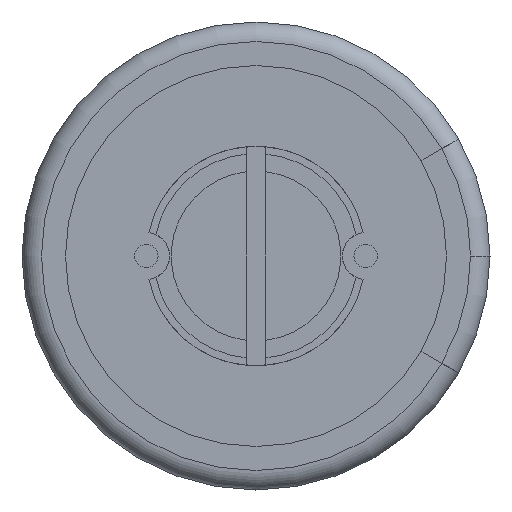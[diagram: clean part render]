
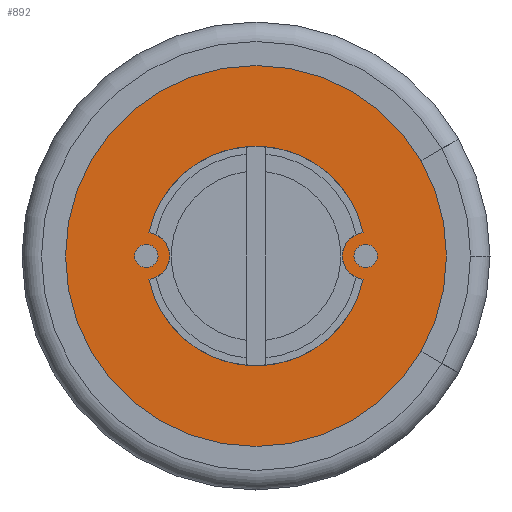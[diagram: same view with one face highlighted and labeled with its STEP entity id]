
A CAD part, front view. The second image highlights one B-rep face of the part: STEP entity #892.
In plain terms, the highlighted planar face has unit normal (0, -1, 0).
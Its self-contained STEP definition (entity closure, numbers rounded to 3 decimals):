
#16 = ORIENTED_EDGE ( 'NONE', *, *, #1911, .T. ) ;
#22 = EDGE_LOOP ( 'NONE', ( #1850, #2802, #16 ) ) ;
#129 = EDGE_CURVE ( 'NONE', #2480, #912, #705, .T. ) ;
#143 = PLANE ( 'NONE',  #2847 ) ;
#171 = CARTESIAN_POINT ( 'NONE',  ( 5.639, 0.95, 3.256 ) ) ;
#172 = AXIS2_PLACEMENT_3D ( 'NONE', #2129, #2150, #2162 ) ;
#192 = DIRECTION ( 'NONE',  ( 0., -1., 0. ) ) ;
#201 = EDGE_CURVE ( 'NONE', #912, #1112, #2057, .T. ) ;
#241 = FACE_OUTER_BOUND ( 'NONE', #22, .T. ) ;
#321 = AXIS2_PLACEMENT_3D ( 'NONE', #2523, #2268, #1168 ) ;
#355 = CARTESIAN_POINT ( 'NONE',  ( 0., 0.95, 0. ) ) ;
#359 = VERTEX_POINT ( 'NONE', #2830 ) ;
#424 = CARTESIAN_POINT ( 'NONE',  ( 0., 0.95, 0. ) ) ;
#443 = CARTESIAN_POINT ( 'NONE',  ( -3.665, 0.95, -0.795 ) ) ;
#481 = DIRECTION ( 'NONE',  ( -1., 0., 0. ) ) ;
#505 = CARTESIAN_POINT ( 'NONE',  ( 6.512, 0.95, 0. ) ) ;
#521 = AXIS2_PLACEMENT_3D ( 'NONE', #2104, #2535, #523 ) ;
#523 = DIRECTION ( 'NONE',  ( 1., 0., 0. ) ) ;
#594 = AXIS2_PLACEMENT_3D ( 'NONE', #1329, #192, #2865 ) ;
#656 = CIRCLE ( 'NONE', #1470, 0.8 ) ;
#676 = ORIENTED_EDGE ( 'NONE', *, *, #1435, .F. ) ;
#678 = ORIENTED_EDGE ( 'NONE', *, *, #903, .T. ) ;
#705 = CIRCLE ( 'NONE', #321, 6.512 ) ;
#781 = CIRCLE ( 'NONE', #2218, 6.512 ) ;
#849 = EDGE_LOOP ( 'NONE', ( #2564, #2631, #2664, #678, #676 ) ) ;
#850 = DIRECTION ( 'NONE',  ( 0., 1., 0. ) ) ;
#855 = DIRECTION ( 'NONE',  ( -1., 0., 0. ) ) ;
#880 = CARTESIAN_POINT ( 'NONE',  ( 5.639, 0.95, -3.256 ) ) ;
#886 = AXIS2_PLACEMENT_3D ( 'NONE', #424, #2030, #1553 ) ;
#892 = ADVANCED_FACE ( 'NONE', ( #2452, #241 ), #143, .F. ) ;
#903 = EDGE_CURVE ( 'NONE', #2475, #2493, #1699, .T. ) ;
#912 = VERTEX_POINT ( 'NONE', #880 ) ;
#1112 = VERTEX_POINT ( 'NONE', #505 ) ;
#1138 = CIRCLE ( 'NONE', #172, 3.75 ) ;
#1168 = DIRECTION ( 'NONE',  ( 1., 0., 0. ) ) ;
#1188 = EDGE_CURVE ( 'NONE', #2475, #359, #1138, .T. ) ;
#1300 = CARTESIAN_POINT ( 'NONE',  ( 3.665, 0.95, -0.795 ) ) ;
#1329 = CARTESIAN_POINT ( 'NONE',  ( 3.75, 0.95, 0. ) ) ;
#1407 = CIRCLE ( 'NONE', #1692, 3.75 ) ;
#1435 = EDGE_CURVE ( 'NONE', #2693, #2493, #1407, .T. ) ;
#1470 = AXIS2_PLACEMENT_3D ( 'NONE', #2825, #2854, #2866 ) ;
#1540 = CARTESIAN_POINT ( 'NONE',  ( 3.665, 0.95, 0.795 ) ) ;
#1553 = DIRECTION ( 'NONE',  ( -1., 0., 0. ) ) ;
#1606 = CARTESIAN_POINT ( 'NONE',  ( 0., 0.95, 0. ) ) ;
#1692 = AXIS2_PLACEMENT_3D ( 'NONE', #1606, #1833, #481 ) ;
#1695 = CARTESIAN_POINT ( 'NONE',  ( -3.665, 0.95, 0.795 ) ) ;
#1699 = CIRCLE ( 'NONE', #594, 0.8 ) ;
#1719 = DIRECTION ( 'NONE',  ( 0., -1., 0. ) ) ;
#1833 = DIRECTION ( 'NONE',  ( 0., -1., 0. ) ) ;
#1850 = ORIENTED_EDGE ( 'NONE', *, *, #129, .T. ) ;
#1905 = VERTEX_POINT ( 'NONE', #1695 ) ;
#1911 = EDGE_CURVE ( 'NONE', #1112, #2480, #781, .T. ) ;
#2030 = DIRECTION ( 'NONE',  ( 0., -1., 0. ) ) ;
#2057 = CIRCLE ( 'NONE', #521, 6.512 ) ;
#2094 = EDGE_CURVE ( 'NONE', #359, #1905, #2259, .T. ) ;
#2104 = CARTESIAN_POINT ( 'NONE',  ( 0., 0.95, 0. ) ) ;
#2129 = CARTESIAN_POINT ( 'NONE',  ( 0., 0.95, 0. ) ) ;
#2148 = DIRECTION ( 'NONE',  ( 1., 0., 0. ) ) ;
#2150 = DIRECTION ( 'NONE',  ( 0., -1., 0. ) ) ;
#2162 = DIRECTION ( 'NONE',  ( -1., 0., 0. ) ) ;
#2185 = CARTESIAN_POINT ( 'NONE',  ( 0., 0.95, 0. ) ) ;
#2218 = AXIS2_PLACEMENT_3D ( 'NONE', #355, #1719, #2148 ) ;
#2259 = CIRCLE ( 'NONE', #886, 3.75 ) ;
#2268 = DIRECTION ( 'NONE',  ( 0., -1., 0. ) ) ;
#2452 = FACE_BOUND ( 'NONE', #849, .T. ) ;
#2465 = EDGE_CURVE ( 'NONE', #1905, #2693, #656, .T. ) ;
#2475 = VERTEX_POINT ( 'NONE', #1540 ) ;
#2480 = VERTEX_POINT ( 'NONE', #171 ) ;
#2493 = VERTEX_POINT ( 'NONE', #1300 ) ;
#2523 = CARTESIAN_POINT ( 'NONE',  ( 0., 0.95, 0. ) ) ;
#2535 = DIRECTION ( 'NONE',  ( 0., -1., 0. ) ) ;
#2564 = ORIENTED_EDGE ( 'NONE', *, *, #2465, .F. ) ;
#2631 = ORIENTED_EDGE ( 'NONE', *, *, #2094, .F. ) ;
#2664 = ORIENTED_EDGE ( 'NONE', *, *, #1188, .F. ) ;
#2693 = VERTEX_POINT ( 'NONE', #443 ) ;
#2802 = ORIENTED_EDGE ( 'NONE', *, *, #201, .T. ) ;
#2825 = CARTESIAN_POINT ( 'NONE',  ( -3.75, 0.95, 0. ) ) ;
#2830 = CARTESIAN_POINT ( 'NONE',  ( 0., 0.95, 3.75 ) ) ;
#2847 = AXIS2_PLACEMENT_3D ( 'NONE', #2185, #850, #855 ) ;
#2854 = DIRECTION ( 'NONE',  ( 0., 1., 0. ) ) ;
#2865 = DIRECTION ( 'NONE',  ( -1., 0., 0. ) ) ;
#2866 = DIRECTION ( 'NONE',  ( -1., 0., 0. ) ) ;
